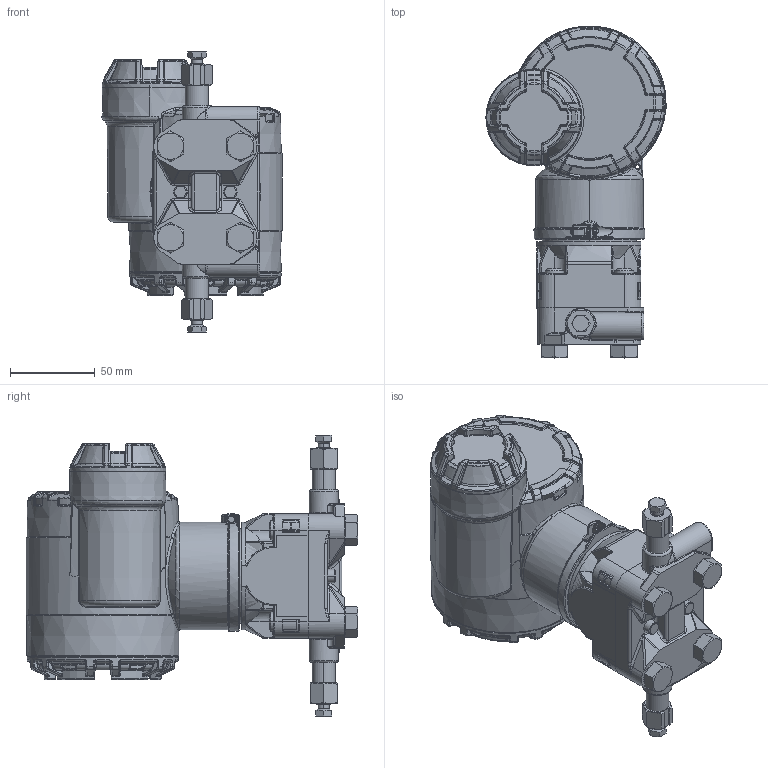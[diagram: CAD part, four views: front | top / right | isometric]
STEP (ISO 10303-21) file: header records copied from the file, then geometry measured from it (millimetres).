
FILE_DESCRIPTION((''),'2;1');
FILE_NAME('GC-2051-CD1X2PWA3WK1D_SW0002','2014-08-13T',('johnarm'),('Rosemount Measurement Division'),'PRO/ENGINEER BY PARAMETRIC TECHNOLOGY CORPORATION, 2012420','PRO/ENGINEER BY PARAMETRIC TECHNOLOGY CORPORATION, 2012420','');
FILE_SCHEMA(('CONFIG_CONTROL_DESIGN'));
Length unit declared in the file: inch
Products named in the file (1): GC-2051-CD1X2PWA3WK1D_SW0002
Bounding box: 106.48 x 196.07 x 166.37 mm (x, y, z)
Surface area: 118012.4 mm2 (no closed solid volume)
Topology: 0 solids, 30 shells, 2361 faces, 5806 edges, 3365 vertices
Faces by surface type: bspline 1070, cylinder 375, torus 370, plane 304, cone 196, sphere 37, revolution 8, extrusion 1
Entity records: 108596 total; most frequent: CARTESIAN_POINT 60854, ORIENTED_EDGE 11048, DIRECTION 8470, EDGE_CURVE 5806, AXIS2_PLACEMENT_3D 3681, VERTEX_POINT 3365, CIRCLE 2399, EDGE_LOOP 2361
